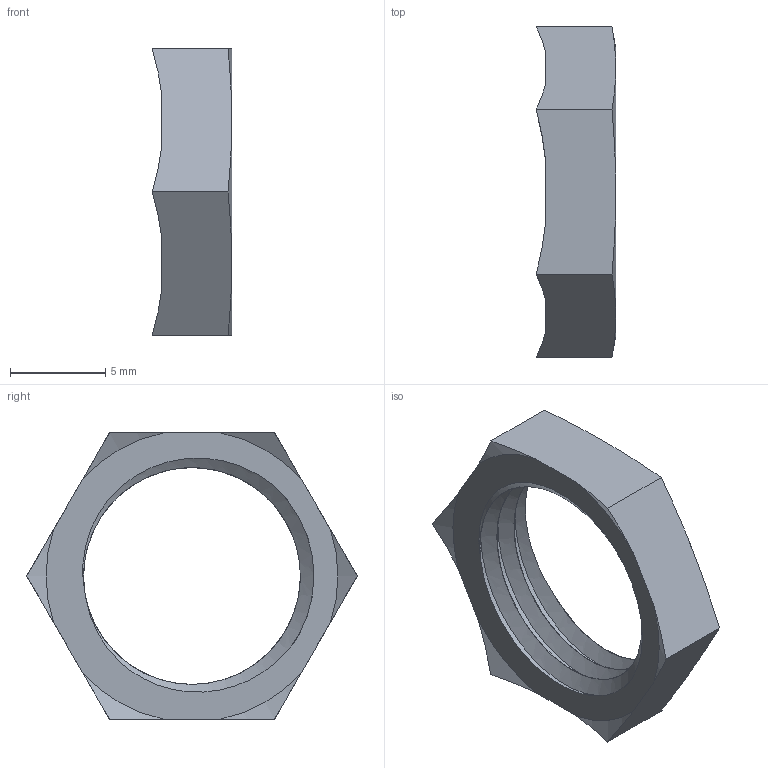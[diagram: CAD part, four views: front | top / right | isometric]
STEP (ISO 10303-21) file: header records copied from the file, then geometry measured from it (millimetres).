
FILE_DESCRIPTION(/* description */ ('Sechskantmutter PG7'),/* implementation_level */ '2;1');
FILE_NAME(/* name */ '61016407-RST.stp',/* time_stamp */ '2019-03-21T08:43:18+01:00',/* author */ ('sl'),/* organization */ (''),/* preprocessor_version */ 'ST-DEVELOPER v16.5',/* originating_system */ 'Autodesk Inventor 2017',/* authorisation */ '');
FILE_SCHEMA (('AUTOMOTIVE_DESIGN { 1 0 10303 214 3 1 1 }'));
Length unit declared in the file: millimetre
Products named in the file (1): 61016407
Bounding box: 4.17 x 17.32 x 15 mm (x, y, z)
Volume: 284.3 mm3; surface area: 572.8 mm2
Topology: 1 solids, 1 shells, 36 faces, 96 edges, 62 vertices
Faces by surface type: cone 18, cylinder 8, plane 8, bspline 2
Entity records: 1760 total; most frequent: CARTESIAN_POINT 895, ORIENTED_EDGE 192, DIRECTION 162, EDGE_CURVE 96, AXIS2_PLACEMENT_3D 63, VERTEX_POINT 62, EDGE_LOOP 38, LINE 36
